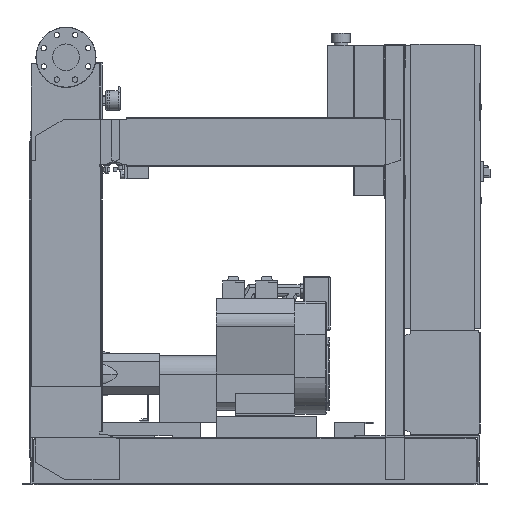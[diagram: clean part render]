
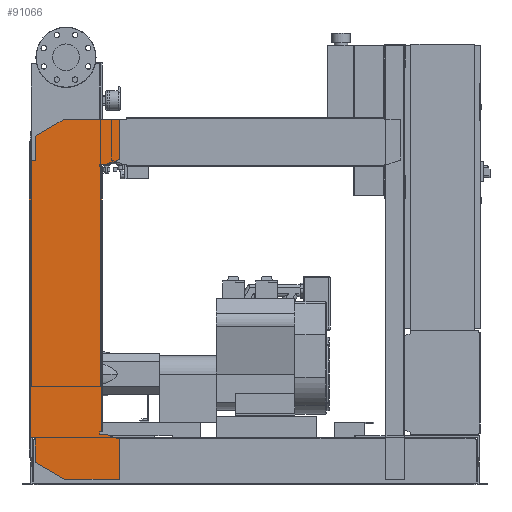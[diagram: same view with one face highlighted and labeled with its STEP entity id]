
A CAD part, front view. The second image highlights one B-rep face of the part: STEP entity #91066.
In plain terms, the highlighted free-form (B-spline) face has degree [1, 1] with [2, 2] control points.
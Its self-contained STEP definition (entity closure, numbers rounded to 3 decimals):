
#90551=CARTESIAN_POINT('',(-102.0,-463.5,1076.0));
#90552=VERTEX_POINT('',#90551);
#90559=CARTESIAN_POINT('',(-102.0,-463.5,1158.574));
#90560=VERTEX_POINT('',#90559);
#90561=CARTESIAN_POINT('',(-102.0,-463.5,1076.0));
#90562=DIRECTION('',(0.0,0.0,1.0));
#90563=VECTOR('',#90562,82.574);
#90564=LINE('',#90561,#90563);
#90565=EDGE_CURVE('',#90552,#90560,#90564,.T.);
#90583=CARTESIAN_POINT('',(-6.,-463.5,1214.0));
#90584=VERTEX_POINT('',#90583);
#90585=CARTESIAN_POINT('',(-102.0,-463.5,1158.574));
#90586=DIRECTION('',(0.866,0.0,0.5));
#90587=VECTOR('',#90586,110.851);
#90588=LINE('',#90585,#90587);
#90589=EDGE_CURVE('',#90560,#90584,#90588,.T.);
#90607=CARTESIAN_POINT('',(177.0,-463.5,1214.0));
#90608=VERTEX_POINT('',#90607);
#90609=CARTESIAN_POINT('',(-6.,-463.5,1214.0));
#90610=DIRECTION('',(1.0,0.0,0.0));
#90611=VECTOR('',#90610,183.0);
#90612=LINE('',#90609,#90611);
#90613=EDGE_CURVE('',#90584,#90608,#90612,.T.);
#90631=CARTESIAN_POINT('',(177.0,-463.5,1080.379));
#90632=VERTEX_POINT('',#90631);
#90633=CARTESIAN_POINT('',(177.0,-463.5,1214.0));
#90634=DIRECTION('',(0.0,0.0,-1.0));
#90635=VECTOR('',#90634,133.621);
#90636=LINE('',#90633,#90635);
#90637=EDGE_CURVE('',#90608,#90632,#90636,.T.);
#90655=CARTESIAN_POINT('',(132.,-463.5,1064.0));
#90656=VERTEX_POINT('',#90655);
#90657=CARTESIAN_POINT('',(177.0,-463.5,1080.379));
#90658=DIRECTION('',(-0.94,0.0,-0.342));
#90659=VECTOR('',#90658,47.888);
#90660=LINE('',#90657,#90659);
#90661=EDGE_CURVE('',#90632,#90656,#90660,.T.);
#90679=CARTESIAN_POINT('',(112.0,-463.5,1064.0));
#90680=VERTEX_POINT('',#90679);
#90681=CARTESIAN_POINT('',(132.,-463.5,1064.0));
#90682=DIRECTION('',(-1.0,0.0,0.0));
#90683=VECTOR('',#90682,20.);
#90684=LINE('',#90681,#90683);
#90685=EDGE_CURVE('',#90656,#90680,#90684,.T.);
#90703=CARTESIAN_POINT('',(112.0,-463.5,1056.0));
#90704=VERTEX_POINT('',#90703);
#90705=CARTESIAN_POINT('',(112.0,-463.5,1064.0));
#90706=DIRECTION('',(0.0,0.0,-1.0));
#90707=VECTOR('',#90706,8.0);
#90708=LINE('',#90705,#90707);
#90709=EDGE_CURVE('',#90680,#90704,#90708,.T.);
#90727=CARTESIAN_POINT('',(120.,-463.5,1056.0));
#90728=VERTEX_POINT('',#90727);
#90729=CARTESIAN_POINT('',(112.0,-463.5,1056.0));
#90730=DIRECTION('',(1.0,0.0,0.0));
#90731=VECTOR('',#90730,8.);
#90732=LINE('',#90729,#90731);
#90733=EDGE_CURVE('',#90704,#90728,#90732,.T.);
#90751=CARTESIAN_POINT('',(120.,-463.5,176.));
#90752=VERTEX_POINT('',#90751);
#90763=CARTESIAN_POINT('',(120.,-463.5,1056.0));
#90764=DIRECTION('',(0.0,0.0,-1.0));
#90765=VECTOR('',#90764,880.);
#90766=LINE('',#90763,#90765);
#90767=EDGE_CURVE('',#90728,#90752,#90766,.T.);
#90781=CARTESIAN_POINT('',(112.,-463.5,176.));
#90782=VERTEX_POINT('',#90781);
#90783=CARTESIAN_POINT('',(120.,-463.5,176.));
#90784=DIRECTION('',(-1.0,0.0,0.0));
#90785=VECTOR('',#90784,8.);
#90786=LINE('',#90783,#90785);
#90787=EDGE_CURVE('',#90752,#90782,#90786,.T.);
#90805=CARTESIAN_POINT('',(112.,-463.5,168.));
#90806=VERTEX_POINT('',#90805);
#90807=CARTESIAN_POINT('',(112.,-463.5,176.));
#90808=DIRECTION('',(0.0,0.0,-1.0));
#90809=VECTOR('',#90808,8.0);
#90810=LINE('',#90807,#90809);
#90811=EDGE_CURVE('',#90782,#90806,#90810,.T.);
#90829=CARTESIAN_POINT('',(132.,-463.5,168.));
#90830=VERTEX_POINT('',#90829);
#90831=CARTESIAN_POINT('',(112.,-463.5,168.));
#90832=DIRECTION('',(1.0,0.0,0.0));
#90833=VECTOR('',#90832,20.0);
#90834=LINE('',#90831,#90833);
#90835=EDGE_CURVE('',#90806,#90830,#90834,.T.);
#90853=CARTESIAN_POINT('',(177.,-463.5,151.621));
#90854=VERTEX_POINT('',#90853);
#90855=CARTESIAN_POINT('',(132.,-463.5,168.));
#90856=DIRECTION('',(0.94,0.0,-0.342));
#90857=VECTOR('',#90856,47.888);
#90858=LINE('',#90855,#90857);
#90859=EDGE_CURVE('',#90830,#90854,#90858,.T.);
#90877=CARTESIAN_POINT('',(177.,-463.5,18.0));
#90878=VERTEX_POINT('',#90877);
#90879=CARTESIAN_POINT('',(177.,-463.5,151.621));
#90880=DIRECTION('',(0.0,0.0,-1.0));
#90881=VECTOR('',#90880,133.621);
#90882=LINE('',#90879,#90881);
#90883=EDGE_CURVE('',#90854,#90878,#90882,.T.);
#90901=CARTESIAN_POINT('',(-4.,-463.5,18.0));
#90902=VERTEX_POINT('',#90901);
#90903=CARTESIAN_POINT('',(177.,-463.5,18.0));
#90904=DIRECTION('',(-1.0,0.0,0.0));
#90905=VECTOR('',#90904,181.);
#90906=LINE('',#90903,#90905);
#90907=EDGE_CURVE('',#90878,#90902,#90906,.T.);
#90925=CARTESIAN_POINT('',(-102.,-463.5,74.58));
#90926=VERTEX_POINT('',#90925);
#90927=CARTESIAN_POINT('',(-4.,-463.5,18.0));
#90928=DIRECTION('',(-0.866,0.,0.5));
#90929=VECTOR('',#90928,113.161);
#90930=LINE('',#90927,#90929);
#90931=EDGE_CURVE('',#90902,#90926,#90930,.T.);
#90949=CARTESIAN_POINT('',(-102.,-463.5,156.0));
#90950=VERTEX_POINT('',#90949);
#90951=CARTESIAN_POINT('',(-102.,-463.5,74.58));
#90952=DIRECTION('',(0.0,0.0,1.0));
#90953=VECTOR('',#90952,81.42);
#90954=LINE('',#90951,#90953);
#90955=EDGE_CURVE('',#90926,#90950,#90954,.T.);
#90973=CARTESIAN_POINT('',(-122.,-463.5,156.0));
#90974=VERTEX_POINT('',#90973);
#90975=CARTESIAN_POINT('',(-102.,-463.5,156.0));
#90976=DIRECTION('',(-1.0,0.0,0.0));
#90977=VECTOR('',#90976,20.0);
#90978=LINE('',#90975,#90977);
#90979=EDGE_CURVE('',#90950,#90974,#90978,.T.);
#90997=CARTESIAN_POINT('',(-122.0,-463.5,1076.0));
#90998=VERTEX_POINT('',#90997);
#91011=CARTESIAN_POINT('',(-122.,-463.5,156.0));
#91012=DIRECTION('',(0.0,0.0,1.0));
#91013=VECTOR('',#91012,920.0);
#91014=LINE('',#91011,#91013);
#91015=EDGE_CURVE('',#90974,#90998,#91014,.T.);
#91029=CARTESIAN_POINT('',(-122.0,-463.5,1076.0));
#91030=DIRECTION('',(1.0,0.0,0.0));
#91031=VECTOR('',#91030,20.0);
#91032=LINE('',#91029,#91031);
#91033=EDGE_CURVE('',#90998,#90552,#91032,.T.);
#91039=CARTESIAN_POINT('',(-122.,-463.5,18.0));
#91040=CARTESIAN_POINT('',(177.0,-463.5,18.0));
#91041=CARTESIAN_POINT('',(-122.,-463.5,1214.0));
#91042=CARTESIAN_POINT('',(177.0,-463.5,1214.0));
#91043=B_SPLINE_SURFACE_WITH_KNOTS('',1,1,((#91039,#91041),(#91040,#91042)),.UNSPECIFIED.,.F.,.F.,.U.,(2,2),(2,2),(0.0,299.),(0.0,1196.0),.UNSPECIFIED.);
#91044=ORIENTED_EDGE('',*,*,#91033,.F.);
#91045=ORIENTED_EDGE('',*,*,#91015,.F.);
#91046=ORIENTED_EDGE('',*,*,#90979,.F.);
#91047=ORIENTED_EDGE('',*,*,#90955,.F.);
#91048=ORIENTED_EDGE('',*,*,#90931,.F.);
#91049=ORIENTED_EDGE('',*,*,#90907,.F.);
#91050=ORIENTED_EDGE('',*,*,#90883,.F.);
#91051=ORIENTED_EDGE('',*,*,#90859,.F.);
#91052=ORIENTED_EDGE('',*,*,#90835,.F.);
#91053=ORIENTED_EDGE('',*,*,#90811,.F.);
#91054=ORIENTED_EDGE('',*,*,#90787,.F.);
#91055=ORIENTED_EDGE('',*,*,#90767,.F.);
#91056=ORIENTED_EDGE('',*,*,#90733,.F.);
#91057=ORIENTED_EDGE('',*,*,#90709,.F.);
#91058=ORIENTED_EDGE('',*,*,#90685,.F.);
#91059=ORIENTED_EDGE('',*,*,#90661,.F.);
#91060=ORIENTED_EDGE('',*,*,#90637,.F.);
#91061=ORIENTED_EDGE('',*,*,#90613,.F.);
#91062=ORIENTED_EDGE('',*,*,#90589,.F.);
#91063=ORIENTED_EDGE('',*,*,#90565,.F.);
#91064=EDGE_LOOP('',(#91044,#91045,#91046,#91047,#91048,#91049,#91050,#91051,#91052,#91053,#91054,#91055,#91056,#91057,#91058,#91059,#91060,#91061,#91062,#91063));
#91065=FACE_OUTER_BOUND('',#91064,.T.);
#91066=ADVANCED_FACE('',(#91065),#91043,.T.);
